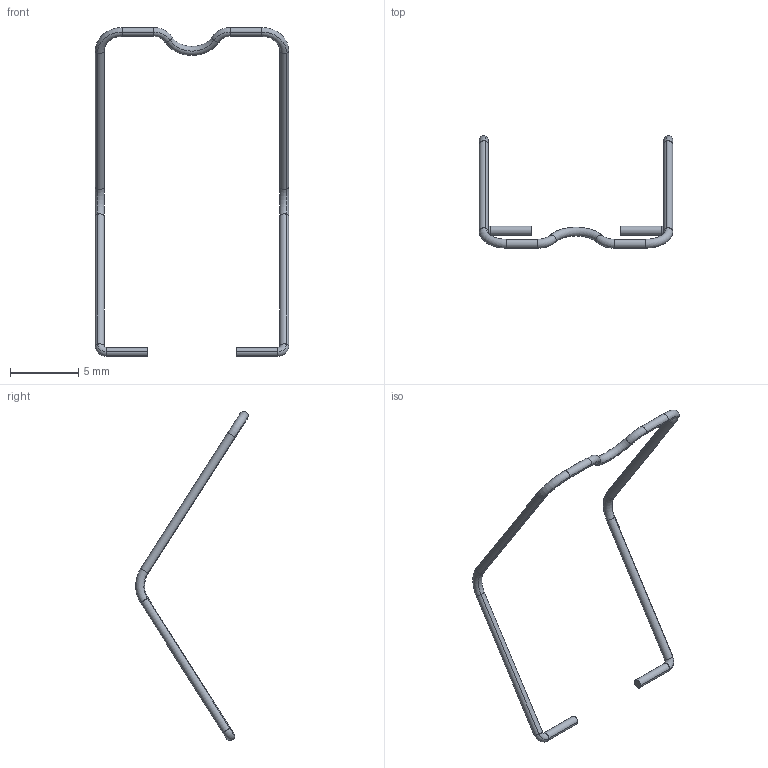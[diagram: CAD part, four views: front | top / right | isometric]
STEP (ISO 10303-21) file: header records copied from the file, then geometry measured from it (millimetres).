
FILE_DESCRIPTION(('CATIA V5R19 STEP'),'2;1');
FILE_NAME ('8195194_2_2089030000_S3D_SRC_CLIP_LM_DIN.stp','2015-10-02T09:55:37+00:00',('none'),('Weidmueller'),'CATIA Version 5 Release 20 SP 5 (IN-10)','CATIA V5 STEP AP214','none');
FILE_SCHEMA(('AUTOMOTIVE_DESIGN { 1 0 10303 214 1 1 1 1 }'));
Length unit declared in the file: millimetre
Products named in the file (1): S3D_SRC_CLIP_LM_DIN
Bounding box: 14.15 x 8.23 x 24.06 mm (x, y, z)
Volume: 24.8 mm3; surface area: 153.5 mm2
Topology: 1 solids, 1 shells, 36 faces, 72 edges, 38 vertices
Faces by surface type: torus 18, cylinder 16, plane 2
Entity records: 1057 total; most frequent: ORIENTED_EDGE 144, CARTESIAN_POINT 128, DIRECTION 106, AXIS2_PLACEMENT_3D 74, EDGE_CURVE 72, CIRCLE 56, VERTEX_POINT 38, PRESENTATION_STYLE_ASSIGNMENT 37
